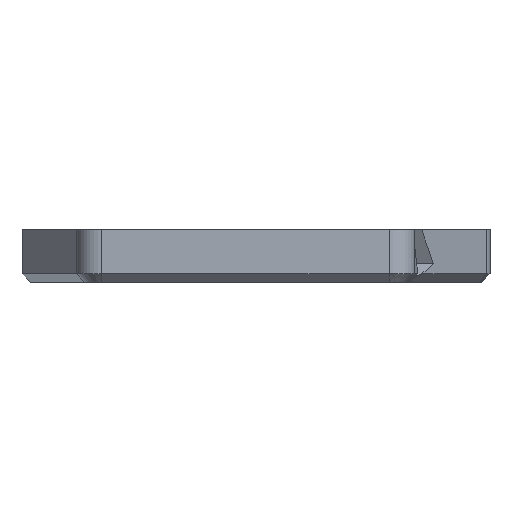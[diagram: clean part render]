
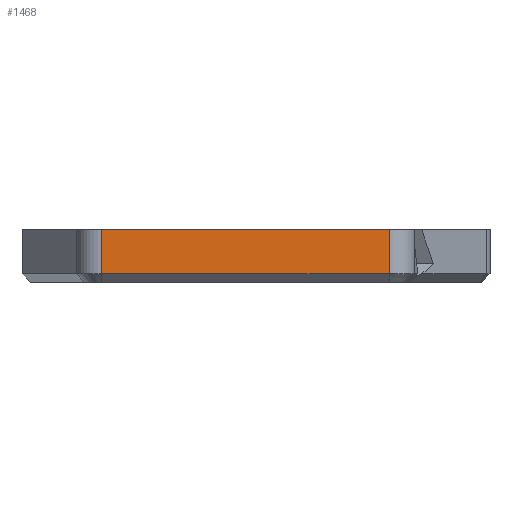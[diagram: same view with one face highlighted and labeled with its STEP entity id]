
A CAD part, left-side view. The second image highlights one B-rep face of the part: STEP entity #1468.
In plain terms, the highlighted planar face has unit normal (-1, 0, 0).
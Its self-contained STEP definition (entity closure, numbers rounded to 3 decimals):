
#684=CARTESIAN_POINT('',(-58.525,37.793,1.4));
#685=VERTEX_POINT('',#684);
#693=CARTESIAN_POINT('',(-58.525,-18.974,1.4));
#694=VERTEX_POINT('',#693);
#695=CARTESIAN_POINT('',(-58.525,37.793,1.4));
#696=DIRECTION('',(0.,-1.,0.));
#697=VECTOR('',#696,56.767);
#698=LINE('',#695,#697);
#699=EDGE_CURVE('',#685,#694,#698,.T.);
#1426=CARTESIAN_POINT('',(-58.525,37.793,-7.3));
#1427=VERTEX_POINT('',#1426);
#1435=CARTESIAN_POINT('',(-58.525,37.793,-7.3));
#1436=DIRECTION('',(-0.,-0.,1.));
#1437=VECTOR('',#1436,8.7);
#1438=LINE('',#1435,#1437);
#1439=EDGE_CURVE('',#1427,#685,#1438,.T.);
#1445=CARTESIAN_POINT('',(-58.525,9.409,-7.4));
#1446=DIRECTION('',(-1.,-0.,0.));
#1447=DIRECTION('',(0.,-1.,0.));
#1448=AXIS2_PLACEMENT_3D('',#1445,#1446,#1447);
#1449=PLANE('',#1448);
#1450=ORIENTED_EDGE('',*,*,#1439,.F.);
#1451=CARTESIAN_POINT('',(-58.525,-18.974,-7.3));
#1452=VERTEX_POINT('',#1451);
#1453=CARTESIAN_POINT('',(-58.525,37.793,-7.3));
#1454=DIRECTION('',(0.,-1.,0.));
#1455=VECTOR('',#1454,56.767);
#1456=LINE('',#1453,#1455);
#1457=EDGE_CURVE('',#1427,#1452,#1456,.T.);
#1458=ORIENTED_EDGE('',*,*,#1457,.T.);
#1459=CARTESIAN_POINT('',(-58.525,-18.974,-7.3));
#1460=DIRECTION('',(0.,0.,1.));
#1461=VECTOR('',#1460,8.7);
#1462=LINE('',#1459,#1461);
#1463=EDGE_CURVE('',#1452,#694,#1462,.T.);
#1464=ORIENTED_EDGE('',*,*,#1463,.T.);
#1465=ORIENTED_EDGE('',*,*,#699,.F.);
#1466=EDGE_LOOP('',(#1450,#1458,#1464,#1465));
#1467=FACE_BOUND('',#1466,.T.);
#1468=ADVANCED_FACE('',(#1467),#1449,.T.);
